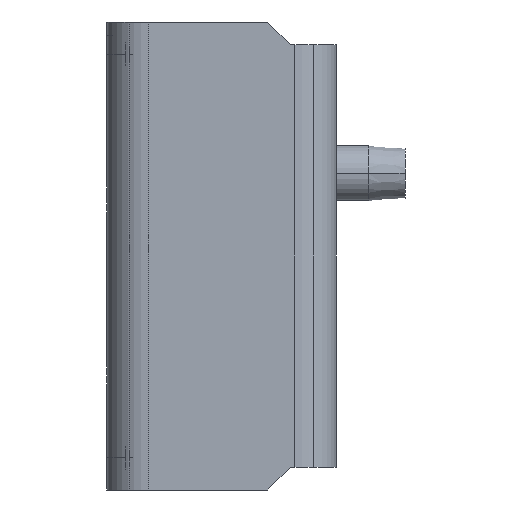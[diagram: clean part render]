
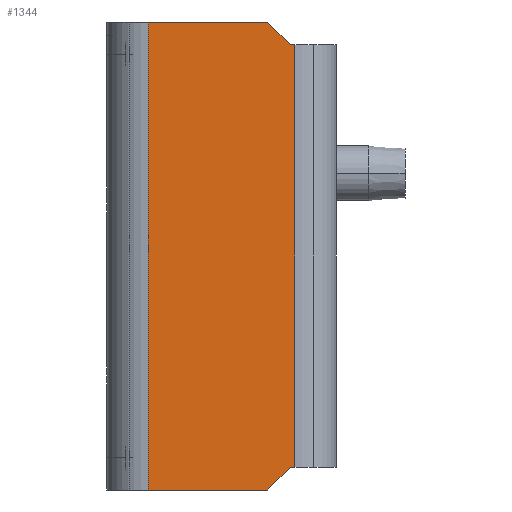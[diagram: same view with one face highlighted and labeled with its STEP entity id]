
A CAD part, front view. The second image highlights one B-rep face of the part: STEP entity #1344.
In plain terms, the highlighted planar face has unit normal (0, -1, 0).
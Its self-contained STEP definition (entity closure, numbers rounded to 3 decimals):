
#1344=ADVANCED_FACE('',(#2871),#2872,.T.);
#2871=FACE_OUTER_BOUND('',#4889,.T.);
#2872=PLANE('',#4890);
#4889=EDGE_LOOP('',(#7194,#7195,#7196,#7197,#7198,#7199,#7200,#7201));
#4890=AXIS2_PLACEMENT_3D('',#7202,#7203,#7204);
#7194=ORIENTED_EDGE('',*,*,#12251,.T.);
#7195=ORIENTED_EDGE('',*,*,#12253,.T.);
#7196=ORIENTED_EDGE('',*,*,#12254,.F.);
#7197=ORIENTED_EDGE('',*,*,#12255,.T.);
#7198=ORIENTED_EDGE('',*,*,#12256,.T.);
#7199=ORIENTED_EDGE('',*,*,#12257,.T.);
#7200=ORIENTED_EDGE('',*,*,#12258,.T.);
#7201=ORIENTED_EDGE('',*,*,#12259,.T.);
#7202=CARTESIAN_POINT('',(12.5,0.0,51.0));
#7203=DIRECTION('',(0.0,-1.0,0.0));
#7204=DIRECTION('',(-1.0,0.0,0.0));
#12251=EDGE_CURVE('',#14473,#14477,#14479,.T.);
#12253=EDGE_CURVE('',#14477,#14481,#14482,.T.);
#12254=EDGE_CURVE('',#14483,#14481,#14484,.T.);
#12255=EDGE_CURVE('',#14483,#14485,#14486,.T.);
#12256=EDGE_CURVE('',#14485,#14487,#14488,.T.);
#12257=EDGE_CURVE('',#14487,#14489,#14490,.T.);
#12258=EDGE_CURVE('',#14489,#14491,#14492,.T.);
#12259=EDGE_CURVE('',#14491,#14473,#14493,.T.);
#14473=VERTEX_POINT('',#17622);
#14477=VERTEX_POINT('',#17628);
#14479=LINE('',#17631,#17632);
#14481=VERTEX_POINT('',#17634);
#14482=LINE('',#17635,#17636);
#14483=VERTEX_POINT('',#17637);
#14484=LINE('',#17638,#17639);
#14485=VERTEX_POINT('',#17640);
#14486=LINE('',#17641,#17642);
#14487=VERTEX_POINT('',#17643);
#14488=LINE('',#17644,#17645);
#14489=VERTEX_POINT('',#17646);
#14490=LINE('',#17647,#17648);
#14491=VERTEX_POINT('',#17649);
#14492=LINE('',#17650,#17651);
#14493=LINE('',#17652,#17653);
#17622=CARTESIAN_POINT('',(17.5,0.0,0.0));
#17628=CARTESIAN_POINT('',(20.0,0.0,2.5));
#17631=CARTESIAN_POINT('',(29.366,0.0,11.866));
#17632=VECTOR('',#21444,1.0);
#17634=CARTESIAN_POINT('',(20.5,0.0,2.5));
#17635=CARTESIAN_POINT('',(18.75,0.0,2.5));
#17636=VECTOR('',#21445,1.0);
#17637=CARTESIAN_POINT('',(20.5,0.0,48.5));
#17638=CARTESIAN_POINT('',(20.5,0.0,51.0));
#17639=VECTOR('',#21446,1.0);
#17640=CARTESIAN_POINT('',(20.0,0.0,48.5));
#17641=CARTESIAN_POINT('',(18.75,0.0,48.5));
#17642=VECTOR('',#21447,1.0);
#17643=CARTESIAN_POINT('',(17.5,0.0,51.0));
#17644=CARTESIAN_POINT('',(16.616,0.0,51.884));
#17645=VECTOR('',#21448,1.0);
#17646=CARTESIAN_POINT('',(4.5,0.0,51.0));
#17647=CARTESIAN_POINT('',(20.5,0.0,51.0));
#17648=VECTOR('',#21449,1.0);
#17649=CARTESIAN_POINT('',(4.5,0.0,0.0));
#17650=CARTESIAN_POINT('',(4.5,0.0,51.0));
#17651=VECTOR('',#21450,1.0);
#17652=CARTESIAN_POINT('',(20.5,0.0,0.0));
#17653=VECTOR('',#21451,1.0);
#21444=DIRECTION('',(0.707,0.0,0.707));
#21445=DIRECTION('',(1.0,0.0,0.0));
#21446=DIRECTION('',(0.0,0.0,-1.0));
#21447=DIRECTION('',(-1.0,0.0,0.0));
#21448=DIRECTION('',(-0.707,0.0,0.707));
#21449=DIRECTION('',(-1.0,0.0,0.0));
#21450=DIRECTION('',(0.0,0.0,-1.0));
#21451=DIRECTION('',(1.0,0.0,0.0));
